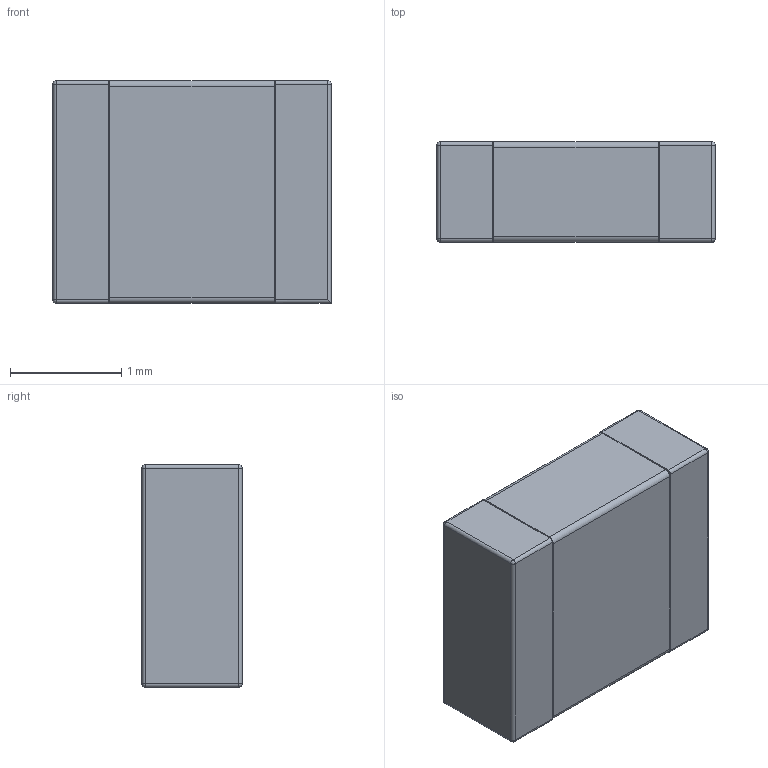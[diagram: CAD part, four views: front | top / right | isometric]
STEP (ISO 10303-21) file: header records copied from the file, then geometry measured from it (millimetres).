
FILE_DESCRIPTION((''),'2;1');
FILE_NAME('CVH252009_1008','2012-07-31T',('ryans'),('Bourns, Inc.'),'PRO/ENGINEER BY PARAMETRIC TECHNOLOGY CORPORATION, 2010100','PRO/ENGINEER BY PARAMETRIC TECHNOLOGY CORPORATION, 2010100','');
FILE_SCHEMA(('CONFIG_CONTROL_DESIGN'));
Length unit declared in the file: millimetre
Products named in the file (1): CVH252009_1008
Bounding box: 2.5 x 0.9 x 2 mm (x, y, z)
Volume: 4.5 mm3; surface area: 24.9 mm2
Topology: 3 solids, 3 shells, 43 faces, 91 edges, 54 vertices
Faces by surface type: cylinder 19, plane 18, sphere 6
Entity records: 1195 total; most frequent: CARTESIAN_POINT 214, DIRECTION 209, ORIENTED_EDGE 182, EDGE_CURVE 91, AXIS2_PLACEMENT_3D 77, VECTOR 55, LINE 55, VERTEX_POINT 54
